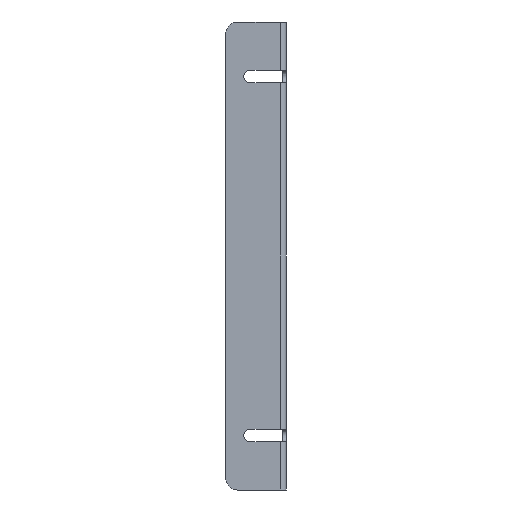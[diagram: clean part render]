
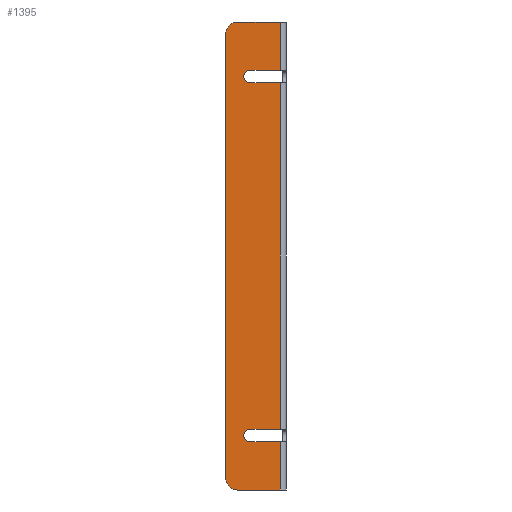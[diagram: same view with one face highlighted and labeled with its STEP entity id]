
A CAD part, front view. The second image highlights one B-rep face of the part: STEP entity #1395.
In plain terms, the highlighted planar face has unit normal (0, -1, 0).
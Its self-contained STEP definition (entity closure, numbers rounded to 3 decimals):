
#46=PLANE('',#1477);
#77=FACE_OUTER_BOUND('',#144,.T.);
#144=EDGE_LOOP('',(#974,#975,#976,#977,#978,#979,#980,#981,#982,#983,#984,
#985,#986,#987));
#246=CIRCLE('',#1475,5.);
#248=CIRCLE('',#1478,5.);
#249=CIRCLE('',#1479,2.5);
#250=CIRCLE('',#1480,2.5);
#332=LINE('',#2100,#462);
#335=LINE('',#2114,#465);
#336=LINE('',#2118,#466);
#337=LINE('',#2120,#467);
#338=LINE('',#2122,#468);
#339=LINE('',#2126,#469);
#340=LINE('',#2128,#470);
#341=LINE('',#2130,#471);
#342=LINE('',#2134,#472);
#343=LINE('',#2135,#473);
#462=VECTOR('',#1651,17.5);
#465=VECTOR('',#1666,183.);
#466=VECTOR('',#1669,17.5);
#467=VECTOR('',#1670,20.);
#468=VECTOR('',#1671,12.5);
#469=VECTOR('',#1674,12.5);
#470=VECTOR('',#1675,143.);
#471=VECTOR('',#1676,12.5);
#472=VECTOR('',#1679,12.5);
#473=VECTOR('',#1680,20.);
#602=VERTEX_POINT('',#2097);
#603=VERTEX_POINT('',#2099);
#606=VERTEX_POINT('',#2107);
#608=VERTEX_POINT('',#2113);
#609=VERTEX_POINT('',#2115);
#610=VERTEX_POINT('',#2117);
#611=VERTEX_POINT('',#2119);
#612=VERTEX_POINT('',#2121);
#613=VERTEX_POINT('',#2123);
#614=VERTEX_POINT('',#2125);
#615=VERTEX_POINT('',#2127);
#616=VERTEX_POINT('',#2129);
#617=VERTEX_POINT('',#2131);
#618=VERTEX_POINT('',#2133);
#751=EDGE_CURVE('',#602,#603,#332,.T.);
#755=EDGE_CURVE('',#606,#602,#246,.T.);
#758=EDGE_CURVE('',#606,#608,#335,.T.);
#759=EDGE_CURVE('',#609,#608,#248,.T.);
#760=EDGE_CURVE('',#610,#609,#336,.T.);
#761=EDGE_CURVE('',#611,#610,#337,.T.);
#762=EDGE_CURVE('',#611,#612,#338,.T.);
#763=EDGE_CURVE('',#612,#613,#249,.T.);
#764=EDGE_CURVE('',#613,#614,#339,.T.);
#765=EDGE_CURVE('',#615,#614,#340,.T.);
#766=EDGE_CURVE('',#615,#616,#341,.T.);
#767=EDGE_CURVE('',#616,#617,#250,.T.);
#768=EDGE_CURVE('',#617,#618,#342,.T.);
#769=EDGE_CURVE('',#603,#618,#343,.T.);
#974=ORIENTED_EDGE('',*,*,#755,.F.);
#975=ORIENTED_EDGE('',*,*,#758,.T.);
#976=ORIENTED_EDGE('',*,*,#759,.F.);
#977=ORIENTED_EDGE('',*,*,#760,.F.);
#978=ORIENTED_EDGE('',*,*,#761,.F.);
#979=ORIENTED_EDGE('',*,*,#762,.T.);
#980=ORIENTED_EDGE('',*,*,#763,.T.);
#981=ORIENTED_EDGE('',*,*,#764,.T.);
#982=ORIENTED_EDGE('',*,*,#765,.F.);
#983=ORIENTED_EDGE('',*,*,#766,.T.);
#984=ORIENTED_EDGE('',*,*,#767,.T.);
#985=ORIENTED_EDGE('',*,*,#768,.T.);
#986=ORIENTED_EDGE('',*,*,#769,.F.);
#987=ORIENTED_EDGE('',*,*,#751,.F.);
#1395=ADVANCED_FACE('',(#77),#46,.T.);
#1475=AXIS2_PLACEMENT_3D('',#2108,#1659,#1660);
#1477=AXIS2_PLACEMENT_3D('',#2112,#1664,#1665);
#1478=AXIS2_PLACEMENT_3D('',#2116,#1667,#1668);
#1479=AXIS2_PLACEMENT_3D('',#2124,#1672,#1673);
#1480=AXIS2_PLACEMENT_3D('',#2132,#1677,#1678);
#1651=DIRECTION('',(1.,0.,0.));
#1659=DIRECTION('center_axis',(0.,1.,0.));
#1660=DIRECTION('ref_axis',(-0.707,0.,0.707));
#1664=DIRECTION('center_axis',(0.,-1.,0.));
#1665=DIRECTION('ref_axis',(1.,0.,0.));
#1666=DIRECTION('',(0.,0.,-1.));
#1667=DIRECTION('center_axis',(0.,1.,0.));
#1668=DIRECTION('ref_axis',(-0.707,0.,-0.707));
#1669=DIRECTION('',(-1.,0.,0.));
#1670=DIRECTION('',(0.,0.,-1.));
#1671=DIRECTION('',(-1.,0.,0.));
#1672=DIRECTION('center_axis',(0.,1.,0.));
#1673=DIRECTION('ref_axis',(0.,0.,
-1.));
#1674=DIRECTION('',(1.,0.,0.));
#1675=DIRECTION('',(0.,0.,-1.));
#1676=DIRECTION('',(-1.,0.,0.));
#1677=DIRECTION('center_axis',(0.,1.,0.));
#1678=DIRECTION('ref_axis',(0.,0.,1.));
#1679=DIRECTION('',(1.,0.,0.));
#1680=DIRECTION('',(0.,0.,-1.));
#2097=CARTESIAN_POINT('',(-6.632,-125.5,96.5));
#2099=CARTESIAN_POINT('',(10.868,-125.5,96.5));
#2100=CARTESIAN_POINT('',(10.868,-125.5,96.5));
#2107=CARTESIAN_POINT('',(-11.632,-125.5,91.5));
#2108=CARTESIAN_POINT('Origin',(-6.632,-125.5,91.5));
#2112=CARTESIAN_POINT('Origin',(-11.632,-125.5,0.));
#2113=CARTESIAN_POINT('',(-11.632,-125.5,-91.5));
#2114=CARTESIAN_POINT('',(-11.632,-125.5,0.));
#2115=CARTESIAN_POINT('',(-6.632,-125.5,-96.5));
#2116=CARTESIAN_POINT('Origin',(-6.632,-125.5,-91.5));
#2117=CARTESIAN_POINT('',(10.868,-125.5,-96.5));
#2118=CARTESIAN_POINT('',(10.868,-125.5,-96.5));
#2119=CARTESIAN_POINT('',(10.868,-125.5,-76.5));
#2120=CARTESIAN_POINT('',(10.868,-125.5,0.));
#2121=CARTESIAN_POINT('',(-1.632,-125.5,-76.5));
#2122=CARTESIAN_POINT('',(0.868,-125.5,-76.5));
#2123=CARTESIAN_POINT('',(-1.632,-125.5,-71.5));
#2124=CARTESIAN_POINT('Origin',(-1.632,-125.5,-74.));
#2125=CARTESIAN_POINT('',(10.868,-125.5,-71.5));
#2126=CARTESIAN_POINT('',(0.868,-125.5,-71.5));
#2127=CARTESIAN_POINT('',(10.868,-125.5,71.5));
#2128=CARTESIAN_POINT('',(10.868,-125.5,0.));
#2129=CARTESIAN_POINT('',(-1.632,-125.5,71.5));
#2130=CARTESIAN_POINT('',(0.868,-125.5,71.5));
#2131=CARTESIAN_POINT('',(-1.632,-125.5,76.5));
#2132=CARTESIAN_POINT('Origin',(-1.632,-125.5,74.));
#2133=CARTESIAN_POINT('',(10.868,-125.5,76.5));
#2134=CARTESIAN_POINT('',(0.868,-125.5,76.5));
#2135=CARTESIAN_POINT('',(10.868,-125.5,0.));
